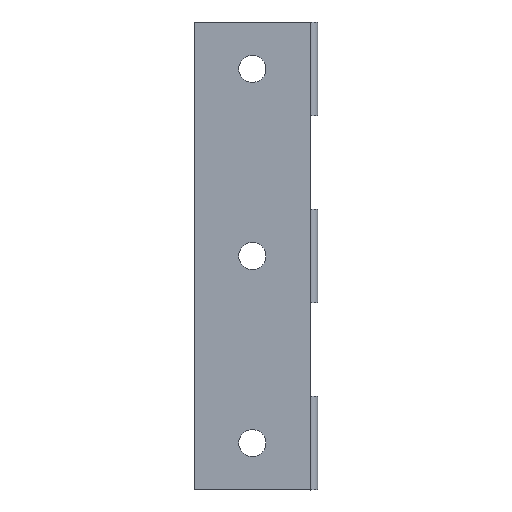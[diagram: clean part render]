
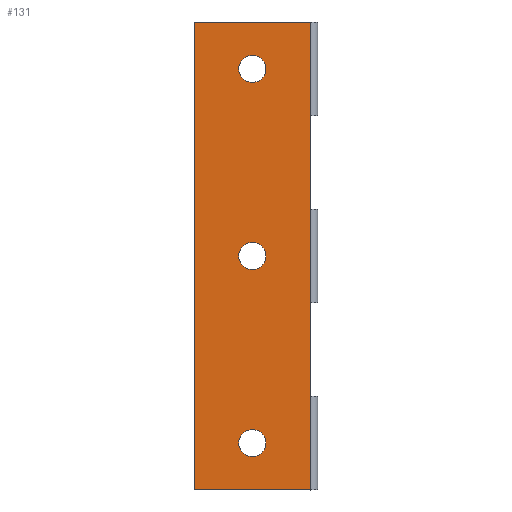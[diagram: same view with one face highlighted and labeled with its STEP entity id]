
A CAD part, top view. The second image highlights one B-rep face of the part: STEP entity #131.
In plain terms, the highlighted planar face has unit normal (0, 0, 1).
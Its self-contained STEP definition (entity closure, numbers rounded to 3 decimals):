
#10 = CARTESIAN_POINT ( 'NONE',  ( -9.875, 6.45, 1.5 ) ) ;
#27 = CIRCLE ( 'NONE', #366, 1.875 ) ;
#47 = CIRCLE ( 'NONE', #614, 1.875 ) ;
#52 = VERTEX_POINT ( 'NONE', #471 ) ;
#63 = DIRECTION ( 'NONE',  ( -1., 0., 0. ) ) ;
#66 = AXIS2_PLACEMENT_3D ( 'NONE', #700, #537, #198 ) ;
#67 = FACE_BOUND ( 'NONE', #365, .T. ) ;
#78 = CIRCLE ( 'NONE', #347, 1.875 ) ;
#79 = LINE ( 'NONE', #619, #613 ) ;
#96 = CARTESIAN_POINT ( 'NONE',  ( -8., 32.25, 1.5 ) ) ;
#103 = CIRCLE ( 'NONE', #170, 1.875 ) ;
#104 = VERTEX_POINT ( 'NONE', #411 ) ;
#106 = VERTEX_POINT ( 'NONE', #683 ) ;
#107 = CARTESIAN_POINT ( 'NONE',  ( 0., 64.5, 1.5 ) ) ;
#121 = CARTESIAN_POINT ( 'NONE',  ( -8., 6.45, 1.5 ) ) ;
#131 = ADVANCED_FACE ( 'NONE', ( #221, #67, #280, #566 ), #527, .T. ) ;
#142 = CARTESIAN_POINT ( 'NONE',  ( -6.125, 32.25, 1.5 ) ) ;
#155 = DIRECTION ( 'NONE',  ( 1., 0., 0. ) ) ;
#162 = DIRECTION ( 'NONE',  ( 0., 0., -1. ) ) ;
#166 = DIRECTION ( 'NONE',  ( 0., -1., 0. ) ) ;
#170 = AXIS2_PLACEMENT_3D ( 'NONE', #327, #501, #558 ) ;
#190 = EDGE_LOOP ( 'NONE', ( #695, #557 ) ) ;
#191 = EDGE_LOOP ( 'NONE', ( #268, #342 ) ) ;
#198 = DIRECTION ( 'NONE',  ( 1., 0., 0. ) ) ;
#211 = VERTEX_POINT ( 'NONE', #142 ) ;
#212 = ORIENTED_EDGE ( 'NONE', *, *, #217, .T. ) ;
#217 = EDGE_CURVE ( 'NONE', #460, #52, #699, .T. ) ;
#221 = FACE_BOUND ( 'NONE', #191, .T. ) ;
#237 = VERTEX_POINT ( 'NONE', #544 ) ;
#258 = EDGE_CURVE ( 'NONE', #211, #545, #412, .T. ) ;
#259 = CARTESIAN_POINT ( 'NONE',  ( 0., 64.5, 1.5 ) ) ;
#268 = ORIENTED_EDGE ( 'NONE', *, *, #655, .T. ) ;
#270 = CARTESIAN_POINT ( 'NONE',  ( 0., 0., 1.5 ) ) ;
#280 = FACE_BOUND ( 'NONE', #190, .T. ) ;
#290 = ORIENTED_EDGE ( 'NONE', *, *, #445, .T. ) ;
#293 = VECTOR ( 'NONE', #421, 1000. ) ;
#298 = EDGE_CURVE ( 'NONE', #104, #106, #103, .T. ) ;
#305 = DIRECTION ( 'NONE',  ( 1., 0., 0. ) ) ;
#324 = ORIENTED_EDGE ( 'NONE', *, *, #409, .F. ) ;
#327 = CARTESIAN_POINT ( 'NONE',  ( -8., 58.048, 1.5 ) ) ;
#334 = VECTOR ( 'NONE', #63, 1000. ) ;
#342 = ORIENTED_EDGE ( 'NONE', *, *, #298, .T. ) ;
#347 = AXIS2_PLACEMENT_3D ( 'NONE', #430, #654, #383 ) ;
#351 = LINE ( 'NONE', #461, #334 ) ;
#363 = VERTEX_POINT ( 'NONE', #270 ) ;
#365 = EDGE_LOOP ( 'NONE', ( #662, #399 ) ) ;
#366 = AXIS2_PLACEMENT_3D ( 'NONE', #96, #715, #155 ) ;
#382 = EDGE_CURVE ( 'NONE', #545, #211, #27, .T. ) ;
#383 = DIRECTION ( 'NONE',  ( 1., 0., 0. ) ) ;
#386 = VERTEX_POINT ( 'NONE', #441 ) ;
#392 = AXIS2_PLACEMENT_3D ( 'NONE', #418, #633, #305 ) ;
#399 = ORIENTED_EDGE ( 'NONE', *, *, #628, .T. ) ;
#409 = EDGE_CURVE ( 'NONE', #460, #363, #718, .T. ) ;
#411 = CARTESIAN_POINT ( 'NONE',  ( -6.125, 58.048, 1.5 ) ) ;
#412 = CIRCLE ( 'NONE', #66, 1.875 ) ;
#418 = CARTESIAN_POINT ( 'NONE',  ( 0., 80.508, 1.5 ) ) ;
#421 = DIRECTION ( 'NONE',  ( -1., 0., 0. ) ) ;
#430 = CARTESIAN_POINT ( 'NONE',  ( -8., 58.048, 1.5 ) ) ;
#441 = CARTESIAN_POINT ( 'NONE',  ( -6.125, 6.45, 1.5 ) ) ;
#445 = EDGE_CURVE ( 'NONE', #52, #237, #79, .T. ) ;
#460 = VERTEX_POINT ( 'NONE', #107 ) ;
#461 = CARTESIAN_POINT ( 'NONE',  ( 0., 0., 1.5 ) ) ;
#471 = CARTESIAN_POINT ( 'NONE',  ( -16., 64.5, 1.5 ) ) ;
#481 = VECTOR ( 'NONE', #498, 1000. ) ;
#494 = EDGE_CURVE ( 'NONE', #606, #386, #723, .T. ) ;
#498 = DIRECTION ( 'NONE',  ( 0., -1., 0. ) ) ;
#501 = DIRECTION ( 'NONE',  ( 0., 0., -1. ) ) ;
#505 = CARTESIAN_POINT ( 'NONE',  ( -8., 6.45, 1.5 ) ) ;
#523 = DIRECTION ( 'NONE',  ( 1., 0., 0. ) ) ;
#527 = PLANE ( 'NONE',  #392 ) ;
#537 = DIRECTION ( 'NONE',  ( 0., 0., -1. ) ) ;
#544 = CARTESIAN_POINT ( 'NONE',  ( -16., 0., 1.5 ) ) ;
#545 = VERTEX_POINT ( 'NONE', #571 ) ;
#557 = ORIENTED_EDGE ( 'NONE', *, *, #258, .T. ) ;
#558 = DIRECTION ( 'NONE',  ( 1., 0., 0. ) ) ;
#566 = FACE_OUTER_BOUND ( 'NONE', #711, .T. ) ;
#571 = CARTESIAN_POINT ( 'NONE',  ( -9.875, 32.25, 1.5 ) ) ;
#576 = DIRECTION ( 'NONE',  ( 0., 0., -1. ) ) ;
#606 = VERTEX_POINT ( 'NONE', #10 ) ;
#613 = VECTOR ( 'NONE', #166, 1000. ) ;
#614 = AXIS2_PLACEMENT_3D ( 'NONE', #121, #576, #523 ) ;
#617 = EDGE_CURVE ( 'NONE', #363, #237, #351, .T. ) ;
#619 = CARTESIAN_POINT ( 'NONE',  ( -16., 80.508, 1.5 ) ) ;
#626 = AXIS2_PLACEMENT_3D ( 'NONE', #505, #162, #668 ) ;
#628 = EDGE_CURVE ( 'NONE', #386, #606, #47, .T. ) ;
#633 = DIRECTION ( 'NONE',  ( 0., 0., 1. ) ) ;
#654 = DIRECTION ( 'NONE',  ( 0., 0., -1. ) ) ;
#655 = EDGE_CURVE ( 'NONE', #106, #104, #78, .T. ) ;
#661 = ORIENTED_EDGE ( 'NONE', *, *, #617, .F. ) ;
#662 = ORIENTED_EDGE ( 'NONE', *, *, #494, .T. ) ;
#668 = DIRECTION ( 'NONE',  ( 1., 0., 0. ) ) ;
#683 = CARTESIAN_POINT ( 'NONE',  ( -9.875, 58.048, 1.5 ) ) ;
#695 = ORIENTED_EDGE ( 'NONE', *, *, #382, .T. ) ;
#699 = LINE ( 'NONE', #259, #293 ) ;
#700 = CARTESIAN_POINT ( 'NONE',  ( -8., 32.25, 1.5 ) ) ;
#711 = EDGE_LOOP ( 'NONE', ( #324, #212, #290, #661 ) ) ;
#715 = DIRECTION ( 'NONE',  ( 0., 0., -1. ) ) ;
#718 = LINE ( 'NONE', #721, #481 ) ;
#721 = CARTESIAN_POINT ( 'NONE',  ( 0., 80.508, 1.5 ) ) ;
#723 = CIRCLE ( 'NONE', #626, 1.875 ) ;
